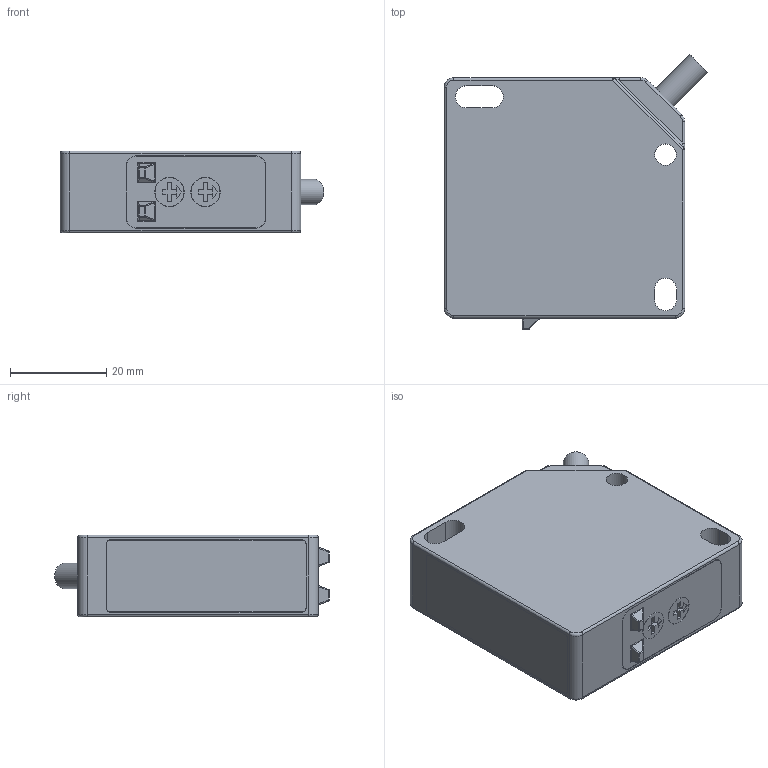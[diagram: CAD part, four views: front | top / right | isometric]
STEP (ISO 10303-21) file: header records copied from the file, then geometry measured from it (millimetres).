
FILE_DESCRIPTION(/* description */ (''),/* implementation_level */ '2;1');
FILE_NAME(/* name */ 'PC50-cable.stp',/* time_stamp */ '2017-02-23T14:38:02+01:00',/* author */ ('tvb'),/* organization */ (''),/* preprocessor_version */ 'ST-DEVELOPER v16.1',/* originating_system */ 'Autodesk Inventor 2016',/* authorisation */ '');
FILE_SCHEMA (('AUTOMOTIVE_DESIGN { 1 0 10303 214 3 1 1 }'));
Length unit declared in the file: centimetre
Products named in the file (1): PC50-cable
Bounding box: 54.77 x 57.07 x 17 mm (x, y, z)
Volume: 39965.5 mm3; surface area: 10594.4 mm2
Topology: 4 solids, 4 shells, 268 faces, 642 edges, 368 vertices
Faces by surface type: cylinder 105, plane 93, bspline 32, torus 22, sphere 16
Full cylindrical faces by diameter (mm): 4.45 x1, 5.25 x1, 6 x2, 6.1 x2
Entity records: 8369 total; most frequent: CARTESIAN_POINT 1869, DIRECTION 1374, ORIENTED_EDGE 1232, EDGE_CURVE 616, AXIS2_PLACEMENT_3D 521, VERTEX_POINT 368, LINE 332, VECTOR 332
